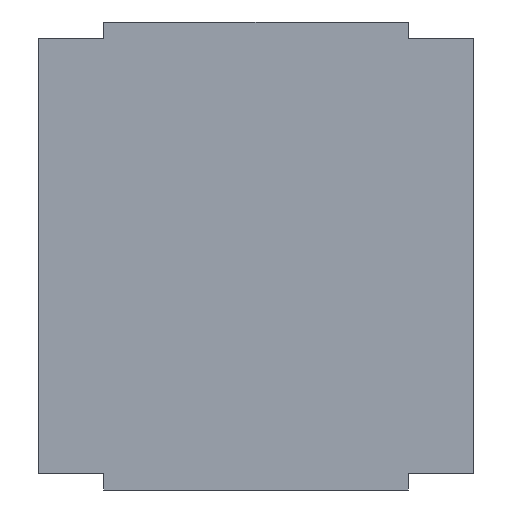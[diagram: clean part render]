
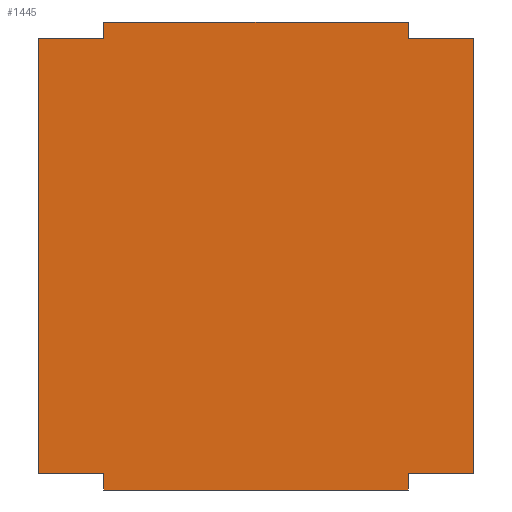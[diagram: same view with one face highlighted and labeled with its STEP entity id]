
A CAD part, left-side view. The second image highlights one B-rep face of the part: STEP entity #1445.
In plain terms, the highlighted planar face has unit normal (-1, 0, 0).
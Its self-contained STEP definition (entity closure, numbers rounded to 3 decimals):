
#13 = VERTEX_POINT ( 'NONE', #45 ) ;
#35 = LINE ( 'NONE', #505, #496 ) ;
#45 = CARTESIAN_POINT ( 'NONE',  ( 40., 7., 10.75 ) ) ;
#51 = DIRECTION ( 'NONE',  ( 0., 0., 1. ) ) ;
#54 = LINE ( 'NONE', #1304, #136 ) ;
#58 = LINE ( 'NONE', #1454, #954 ) ;
#64 = ORIENTED_EDGE ( 'NONE', *, *, #951, .F. ) ;
#89 = ORIENTED_EDGE ( 'NONE', *, *, #607, .T. ) ;
#102 = EDGE_CURVE ( 'NONE', #568, #1355, #722, .T. ) ;
#107 = CARTESIAN_POINT ( 'NONE',  ( 40., -7., 10.75 ) ) ;
#113 = VECTOR ( 'NONE', #51, 1000. ) ;
#136 = VECTOR ( 'NONE', #163, 1000. ) ;
#163 = DIRECTION ( 'NONE',  ( 0., 0., -1. ) ) ;
#168 = LINE ( 'NONE', #753, #788 ) ;
#229 = CARTESIAN_POINT ( 'NONE',  ( 40., 10., 10. ) ) ;
#252 = CARTESIAN_POINT ( 'NONE',  ( 40., -7., 10.75 ) ) ;
#258 = CARTESIAN_POINT ( 'NONE',  ( 40., -7., 10. ) ) ;
#280 = EDGE_CURVE ( 'NONE', #919, #1172, #309, .T. ) ;
#287 = EDGE_CURVE ( 'NONE', #780, #1269, #315, .T. ) ;
#288 = DIRECTION ( 'NONE',  ( 0., -1., 0. ) ) ;
#304 = DIRECTION ( 'NONE',  ( -1., 0., 0. ) ) ;
#309 = LINE ( 'NONE', #1010, #936 ) ;
#315 = LINE ( 'NONE', #779, #1440 ) ;
#317 = ORIENTED_EDGE ( 'NONE', *, *, #566, .T. ) ;
#330 = VERTEX_POINT ( 'NONE', #1025 ) ;
#336 = VERTEX_POINT ( 'NONE', #107 ) ;
#403 = CARTESIAN_POINT ( 'NONE',  ( 40., -7., -10. ) ) ;
#427 = EDGE_LOOP ( 'NONE', ( #597, #1102, #317, #1214, #1055, #705, #89, #64, #781, #1030, #565, #798 ) ) ;
#468 = VERTEX_POINT ( 'NONE', #1016 ) ;
#496 = VECTOR ( 'NONE', #1287, 1000. ) ;
#505 = CARTESIAN_POINT ( 'NONE',  ( 40., 7., -10. ) ) ;
#506 = EDGE_CURVE ( 'NONE', #468, #568, #35, .T. ) ;
#524 = VERTEX_POINT ( 'NONE', #708 ) ;
#565 = ORIENTED_EDGE ( 'NONE', *, *, #280, .T. ) ;
#566 = EDGE_CURVE ( 'NONE', #1355, #780, #168, .T. ) ;
#568 = VERTEX_POINT ( 'NONE', #1113 ) ;
#594 = EDGE_CURVE ( 'NONE', #330, #524, #999, .T. ) ;
#597 = ORIENTED_EDGE ( 'NONE', *, *, #506, .T. ) ;
#598 = VECTOR ( 'NONE', #1063, 1000. ) ;
#607 = EDGE_CURVE ( 'NONE', #524, #1012, #58, .T. ) ;
#623 = DIRECTION ( 'NONE',  ( 0., 0., -1. ) ) ;
#674 = FACE_OUTER_BOUND ( 'NONE', #427, .T. ) ;
#705 = ORIENTED_EDGE ( 'NONE', *, *, #594, .T. ) ;
#708 = CARTESIAN_POINT ( 'NONE',  ( 40., -10., 10. ) ) ;
#717 = VECTOR ( 'NONE', #623, 1000. ) ;
#720 = DIRECTION ( 'NONE',  ( 0., -1., 0. ) ) ;
#722 = LINE ( 'NONE', #1068, #598 ) ;
#725 = CARTESIAN_POINT ( 'NONE',  ( 40., 7., -10. ) ) ;
#735 = CARTESIAN_POINT ( 'NONE',  ( 40., -7., 12. ) ) ;
#753 = CARTESIAN_POINT ( 'NONE',  ( 40., 7., -10.75 ) ) ;
#769 = DIRECTION ( 'NONE',  ( 0., 0., 1. ) ) ;
#772 = DIRECTION ( 'NONE',  ( 0., 1., 0. ) ) ;
#779 = CARTESIAN_POINT ( 'NONE',  ( 40., -7., -10. ) ) ;
#780 = VERTEX_POINT ( 'NONE', #1168 ) ;
#781 = ORIENTED_EDGE ( 'NONE', *, *, #1248, .F. ) ;
#788 = VECTOR ( 'NONE', #288, 1000. ) ;
#798 = ORIENTED_EDGE ( 'NONE', *, *, #928, .T. ) ;
#815 = VECTOR ( 'NONE', #1001, 1000. ) ;
#849 = CARTESIAN_POINT ( 'NONE',  ( 40., 7., 10. ) ) ;
#881 = CARTESIAN_POINT ( 'NONE',  ( 40., -10., -10. ) ) ;
#919 = VERTEX_POINT ( 'NONE', #849 ) ;
#928 = EDGE_CURVE ( 'NONE', #1172, #468, #54, .T. ) ;
#936 = VECTOR ( 'NONE', #1358, 1000. ) ;
#951 = EDGE_CURVE ( 'NONE', #336, #1012, #976, .T. ) ;
#954 = VECTOR ( 'NONE', #772, 1000. ) ;
#959 = LINE ( 'NONE', #725, #1073 ) ;
#976 = LINE ( 'NONE', #735, #717 ) ;
#999 = LINE ( 'NONE', #1096, #113 ) ;
#1001 = DIRECTION ( 'NONE',  ( 0., 0., 1. ) ) ;
#1010 = CARTESIAN_POINT ( 'NONE',  ( 40., 7., 10. ) ) ;
#1012 = VERTEX_POINT ( 'NONE', #258 ) ;
#1016 = CARTESIAN_POINT ( 'NONE',  ( 40., 10., -10. ) ) ;
#1025 = CARTESIAN_POINT ( 'NONE',  ( 40., -10., -10. ) ) ;
#1030 = ORIENTED_EDGE ( 'NONE', *, *, #1139, .F. ) ;
#1055 = ORIENTED_EDGE ( 'NONE', *, *, #1371, .T. ) ;
#1063 = DIRECTION ( 'NONE',  ( 0., 0., -1. ) ) ;
#1068 = CARTESIAN_POINT ( 'NONE',  ( 40., 7., -10. ) ) ;
#1073 = VECTOR ( 'NONE', #1425, 1000. ) ;
#1096 = CARTESIAN_POINT ( 'NONE',  ( 40., -10., -10. ) ) ;
#1102 = ORIENTED_EDGE ( 'NONE', *, *, #102, .T. ) ;
#1113 = CARTESIAN_POINT ( 'NONE',  ( 40., 7., -10. ) ) ;
#1139 = EDGE_CURVE ( 'NONE', #919, #13, #1337, .T. ) ;
#1154 = AXIS2_PLACEMENT_3D ( 'NONE', #881, #304, #769 ) ;
#1168 = CARTESIAN_POINT ( 'NONE',  ( 40., -7., -10.75 ) ) ;
#1172 = VERTEX_POINT ( 'NONE', #229 ) ;
#1214 = ORIENTED_EDGE ( 'NONE', *, *, #287, .T. ) ;
#1224 = VECTOR ( 'NONE', #720, 1000. ) ;
#1248 = EDGE_CURVE ( 'NONE', #13, #336, #1404, .T. ) ;
#1269 = VERTEX_POINT ( 'NONE', #403 ) ;
#1287 = DIRECTION ( 'NONE',  ( 0., -1., 0. ) ) ;
#1304 = CARTESIAN_POINT ( 'NONE',  ( 40., 10., 10. ) ) ;
#1337 = LINE ( 'NONE', #1484, #815 ) ;
#1355 = VERTEX_POINT ( 'NONE', #1447 ) ;
#1358 = DIRECTION ( 'NONE',  ( 0., 1., 0. ) ) ;
#1364 = DIRECTION ( 'NONE',  ( 0., 0., 1. ) ) ;
#1371 = EDGE_CURVE ( 'NONE', #1269, #330, #959, .T. ) ;
#1404 = LINE ( 'NONE', #252, #1224 ) ;
#1425 = DIRECTION ( 'NONE',  ( 0., -1., 0. ) ) ;
#1440 = VECTOR ( 'NONE', #1364, 1000. ) ;
#1445 = ADVANCED_FACE ( 'NONE', ( #674 ), #1460, .T. ) ;
#1447 = CARTESIAN_POINT ( 'NONE',  ( 40., 7., -10.75 ) ) ;
#1454 = CARTESIAN_POINT ( 'NONE',  ( 40., 7., 10. ) ) ;
#1460 = PLANE ( 'NONE',  #1154 ) ;
#1484 = CARTESIAN_POINT ( 'NONE',  ( 40., 7., 12. ) ) ;
